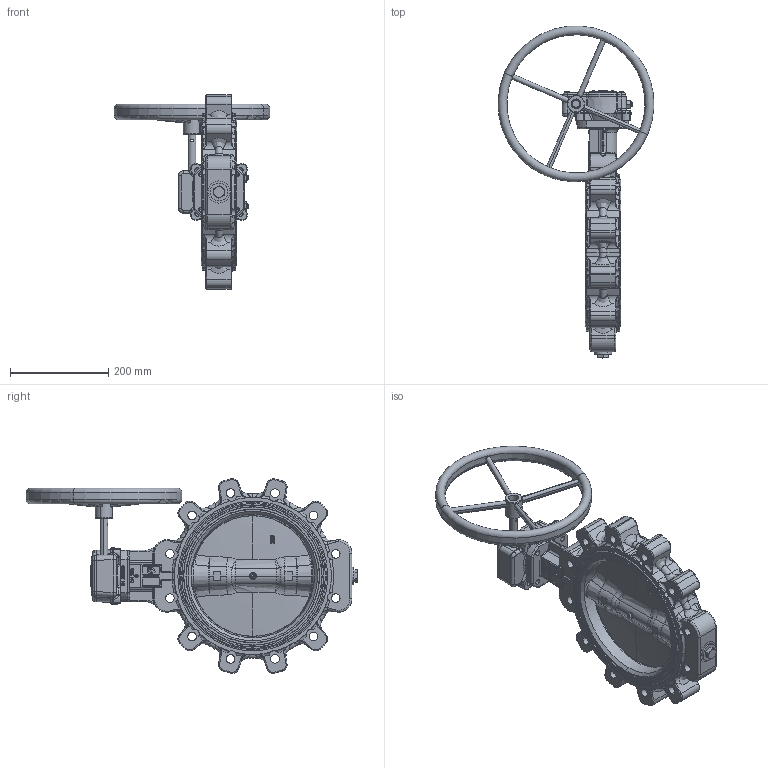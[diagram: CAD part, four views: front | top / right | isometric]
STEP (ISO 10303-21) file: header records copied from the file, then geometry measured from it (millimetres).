
FILE_DESCRIPTION (( 'STEP AP203' ), '1' );
FILE_NAME ('AK02_DN250_Getriebe.STEP', '2022-10-06T12:43:50', ( '' ), ( '' ), 'SwSTEP 2.0', 'SolidWorks 2021', '' );
FILE_SCHEMA (( 'CONFIG_CONTROL_DESIGN' ));
Length unit declared in the file: metre
Products named in the file (5): AK01_DN350_Getriebe - Handrad; AK01_DN250-300_Getriebe; AK01_DN250-300_Getriebe mit Handrad; AK02_DN250_Getriebe; AK02_DN250_OH
Assembly tree (4 placements, depth 3):
  AK02_DN250_Getriebe
    AK02_DN250_OH
    AK01_DN250-300_Getriebe mit Handrad
      AK01_DN350_Getriebe - Handrad
      AK01_DN250-300_Getriebe
Bounding box: 317.49 x 676.54 x 396.59 mm (x, y, z)
Volume: 5777066.2 mm3; surface area: 681921.5 mm2
Topology: 3 solids, 26 shells, 2527 faces, 6332 edges, 3832 vertices
Faces by surface type: cylinder 648, plane 545, bspline 472, torus 414, cone 326, sphere 122
Entity records: 127805 total; most frequent: CARTESIAN_POINT 71305, ORIENTED_EDGE 12434, DIRECTION 10932, EDGE_CURVE 6217, AXIS2_PLACEMENT_3D 4512, VERTEX_POINT 3829, EDGE_LOOP 2692, ADVANCED_FACE 2527
